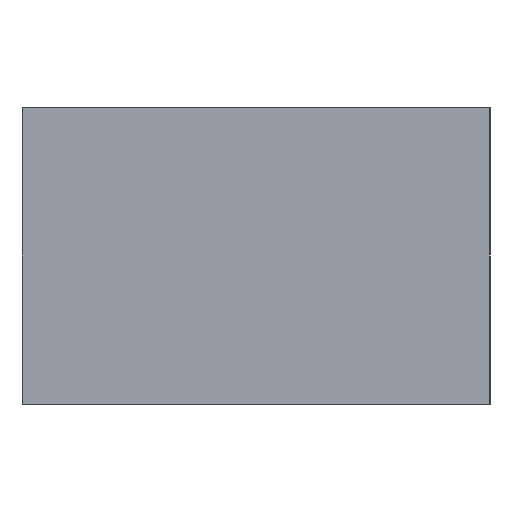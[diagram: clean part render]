
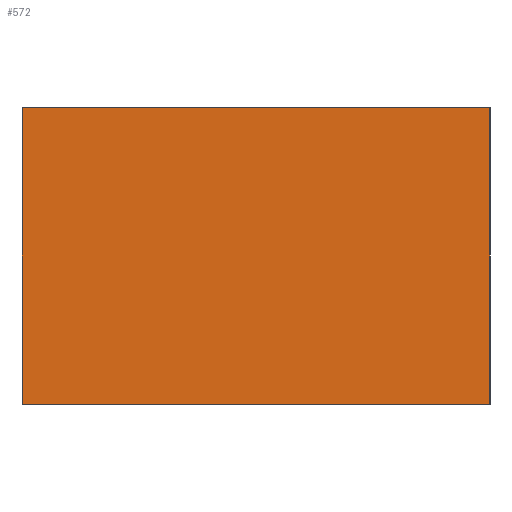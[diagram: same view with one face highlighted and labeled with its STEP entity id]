
A CAD part, left-side view. The second image highlights one B-rep face of the part: STEP entity #572.
In plain terms, the highlighted planar face has unit normal (-1, 0, 0).
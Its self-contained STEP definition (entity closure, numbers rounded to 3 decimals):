
#12 = EDGE_CURVE ( 'NONE', #272, #300, #59, .T. ) ;
#23 = VECTOR ( 'NONE', #366, 1000. ) ;
#25 = ORIENTED_EDGE ( 'NONE', *, *, #348, .F. ) ;
#33 = DIRECTION ( 'NONE',  ( 0., 0., -1. ) ) ;
#59 = LINE ( 'NONE', #137, #114 ) ;
#74 = LINE ( 'NONE', #215, #341 ) ;
#99 = DIRECTION ( 'NONE',  ( 0., 0., -1. ) ) ;
#114 = VECTOR ( 'NONE', #99, 1000. ) ;
#129 = LINE ( 'NONE', #228, #164 ) ;
#137 = CARTESIAN_POINT ( 'NONE',  ( -21.802, 12., 7.6 ) ) ;
#164 = VECTOR ( 'NONE', #314, 1000. ) ;
#167 = CARTESIAN_POINT ( 'NONE',  ( -21.802, 12., 0. ) ) ;
#191 = FACE_OUTER_BOUND ( 'NONE', #477, .T. ) ;
#208 = CARTESIAN_POINT ( 'NONE',  ( -21.802, 12., 7.6 ) ) ;
#215 = CARTESIAN_POINT ( 'NONE',  ( -21.802, 0., 7.6 ) ) ;
#228 = CARTESIAN_POINT ( 'NONE',  ( -21.802, 0., 0. ) ) ;
#239 = DIRECTION ( 'NONE',  ( 1., 0., 0. ) ) ;
#252 = ORIENTED_EDGE ( 'NONE', *, *, #12, .T. ) ;
#272 = VERTEX_POINT ( 'NONE', #208 ) ;
#288 = CARTESIAN_POINT ( 'NONE',  ( -21.802, 0., 7.6 ) ) ;
#300 = VERTEX_POINT ( 'NONE', #167 ) ;
#314 = DIRECTION ( 'NONE',  ( 0., -1., 0. ) ) ;
#326 = ORIENTED_EDGE ( 'NONE', *, *, #386, .F. ) ;
#333 = ORIENTED_EDGE ( 'NONE', *, *, #528, .T. ) ;
#341 = VECTOR ( 'NONE', #33, 1000. ) ;
#348 = EDGE_CURVE ( 'NONE', #272, #349, #540, .T. ) ;
#349 = VERTEX_POINT ( 'NONE', #404 ) ;
#366 = DIRECTION ( 'NONE',  ( 0., -1., 0. ) ) ;
#386 = EDGE_CURVE ( 'NONE', #349, #459, #74, .T. ) ;
#395 = AXIS2_PLACEMENT_3D ( 'NONE', #288, #239, #419 ) ;
#404 = CARTESIAN_POINT ( 'NONE',  ( -21.802, 0., 7.6 ) ) ;
#419 = DIRECTION ( 'NONE',  ( 0., 1., 0. ) ) ;
#449 = CARTESIAN_POINT ( 'NONE',  ( -21.802, 0., 7.6 ) ) ;
#459 = VERTEX_POINT ( 'NONE', #583 ) ;
#477 = EDGE_LOOP ( 'NONE', ( #333, #326, #25, #252 ) ) ;
#503 = PLANE ( 'NONE',  #395 ) ;
#528 = EDGE_CURVE ( 'NONE', #300, #459, #129, .T. ) ;
#540 = LINE ( 'NONE', #449, #23 ) ;
#572 = ADVANCED_FACE ( 'NONE', ( #191 ), #503, .F. ) ;
#583 = CARTESIAN_POINT ( 'NONE',  ( -21.802, 0., 0. ) ) ;
